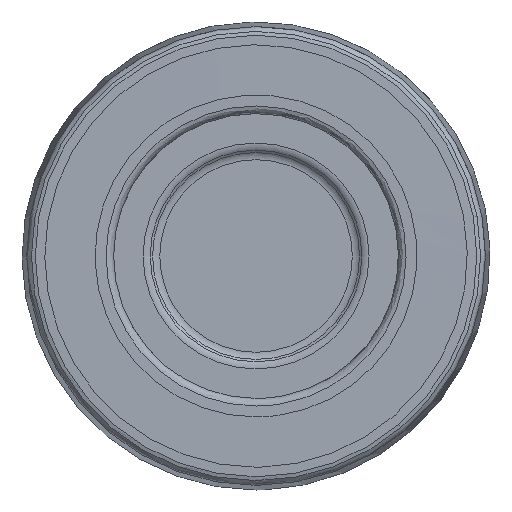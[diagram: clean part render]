
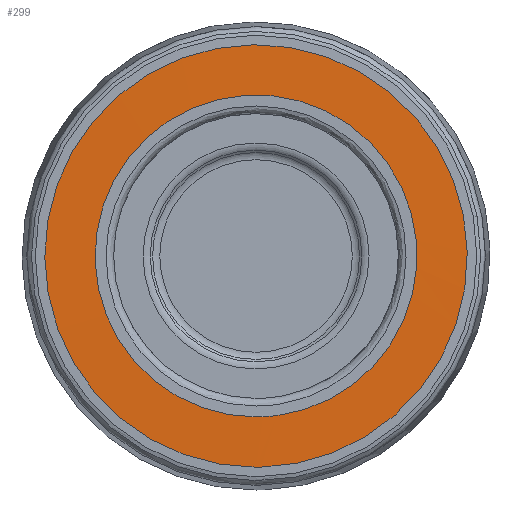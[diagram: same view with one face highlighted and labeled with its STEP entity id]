
A CAD part, left-side view. The second image highlights one B-rep face of the part: STEP entity #299.
In plain terms, the highlighted face is a revolution surface.
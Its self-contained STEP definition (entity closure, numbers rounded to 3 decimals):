
#43=SURFACE_OF_REVOLUTION('',#69,#59);
#59=AXIS1_PLACEMENT('',#975,#849);
#69=LINE('',#974,#79);
#79=VECTOR('',#848,4.713);
#299=ADVANCED_FACE('',(#376,#377),#43,.T.);
#376=FACE_BOUND('',#448,.T.);
#377=FACE_BOUND('',#449,.T.);
#448=EDGE_LOOP('',(#520));
#449=EDGE_LOOP('',(#521));
#520=ORIENTED_EDGE('',*,*,#579,.F.);
#521=ORIENTED_EDGE('',*,*,#593,.T.);
#543=VERTEX_POINT('',#915);
#557=VERTEX_POINT('',#971);
#579=EDGE_CURVE('',#543,#543,#615,.T.);
#593=EDGE_CURVE('',#557,#557,#631,.T.);
#615=CIRCLE('',#675,18.42);
#631=CIRCLE('',#695,14.035);
#675=AXIS2_PLACEMENT_3D('',#914,#782,#783);
#695=AXIS2_PLACEMENT_3D('',#970,#844,#845);
#782=DIRECTION('',(1.,0.,0.));
#783=DIRECTION('',(0.,0.,-1.));
#844=DIRECTION('',(1.,0.,0.));
#845=DIRECTION('',(0.,0.,-1.));
#848=DIRECTION('',(0.007,-0.956,-0.292));
#849=DIRECTION('',(1.,0.,0.));
#914=CARTESIAN_POINT('',(-0.022,0.,0.));
#915=CARTESIAN_POINT('',(-0.022,0.,-18.42));
#970=CARTESIAN_POINT('',(-0.055,0.,0.));
#971=CARTESIAN_POINT('',(-0.055,0.,-14.035));
#974=CARTESIAN_POINT('',(-0.055,-13.904,1.913));
#975=CARTESIAN_POINT('',(40.,0.,0.));
